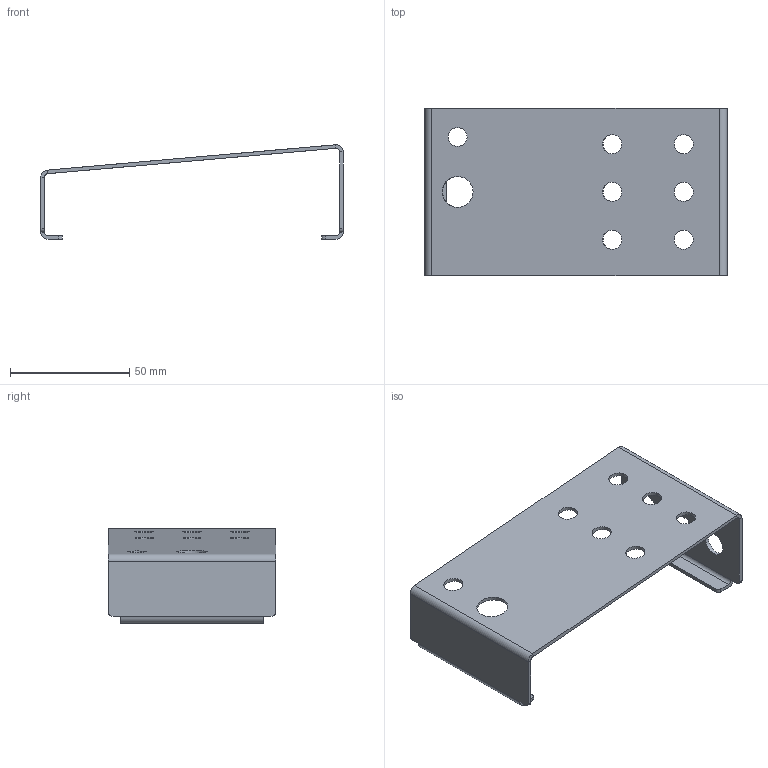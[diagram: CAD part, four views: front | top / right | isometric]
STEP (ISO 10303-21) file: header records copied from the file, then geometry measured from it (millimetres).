
FILE_DESCRIPTION(('FreeCAD Model'),'2;1');
FILE_NAME('Open CASCADE Shape Model','2023-07-09T12:42:42',(''),(''), 'Open CASCADE STEP processor 7.6','FreeCAD','Unknown');
FILE_SCHEMA(('AUTOMOTIVE_DESIGN { 1 0 10303 214 1 1 1 1 }'));
Length unit declared in the file: millimetre
Products named in the file (1): Body
Bounding box: 126.5 x 70 x 39.53 mm (x, y, z)
Volume: 19966.2 mm3; surface area: 27915.5 mm2
Topology: 1 solids, 1 shells, 60 faces, 150 edges, 92 vertices
Faces by surface type: plane 30, cylinder 24, bspline 6
Full cylindrical faces by diameter (mm): 8 x7, 10 x2, 13 x1
Entity records: 2048 total; most frequent: CARTESIAN_POINT 567, ORIENTED_EDGE 300, DIRECTION 292, EDGE_CURVE 150, AXIS2_PLACEMENT_3D 103, VERTEX_POINT 92, LINE 86, VECTOR 86
